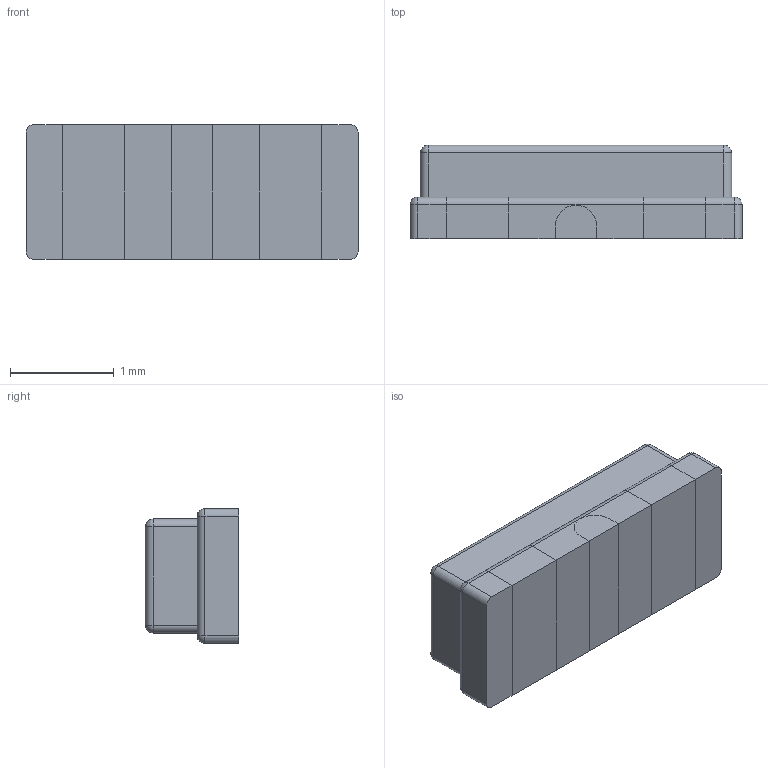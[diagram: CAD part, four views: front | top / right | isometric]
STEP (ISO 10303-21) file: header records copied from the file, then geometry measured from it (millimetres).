
FILE_DESCRIPTION (( 'STEP AP214' ), '1' );
FILE_NAME ('CSTCE16M0V53-R0.STEP', '2021-06-18T09:22:03', ( '' ), ( '' ), 'SwSTEP 2.0', 'SolidWorks 2018', '' );
FILE_SCHEMA (( 'AUTOMOTIVE_DESIGN' ));
Length unit declared in the file: millimetre
Products named in the file (2): CSTCE16M0V53-R0
Bounding box: 3.2 x 0.9 x 1.3 mm (x, y, z)
Volume: 3.3 mm3; surface area: 24.4 mm2
Topology: 4 solids, 4 shells, 85 faces, 204 edges, 120 vertices
Faces by surface type: plane 51, cylinder 26, sphere 8
Entity records: 3377 total; most frequent: DIRECTION 422, CARTESIAN_POINT 403, ORIENTED_EDGE 392, EDGE_CURVE 196, VECTOR 144, LINE 144, AXIS2_PLACEMENT_3D 139, VERTEX_POINT 120
